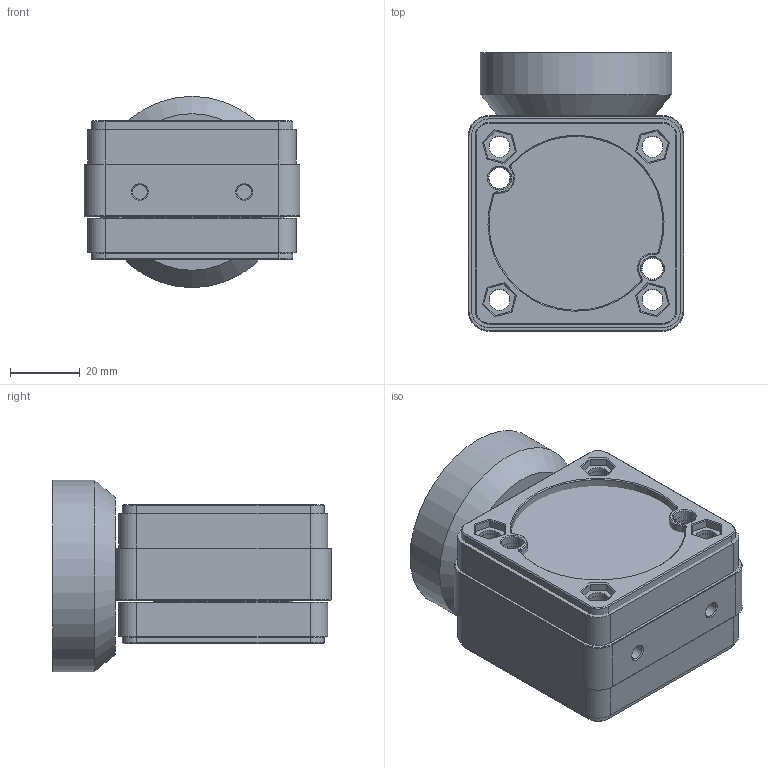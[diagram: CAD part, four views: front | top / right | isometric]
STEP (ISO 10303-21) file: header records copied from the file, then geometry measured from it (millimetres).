
FILE_DESCRIPTION(/* description */ (''),/* implementation_level */ '2;1');
FILE_NAME(/* name */ 'LensCarve v125.step',/* time_stamp */ '2023-04-02T07:03:04+02:00',/* author */ (''),/* organization */ (''),/* preprocessor_version */ 'ST-DEVELOPER v19.2',/* originating_system */ 'Autodesk Translation Framework v11.17.0.187',/* authorisation */ '');
FILE_SCHEMA (('AUTOMOTIVE_DESIGN { 1 0 10303 214 3 1 1 }'));
Length unit declared in the file: millimetre
Products named in the file (4): LensCarve; ScrewClamp; Funnel2; LC_15mm_curved_3
Assembly tree (3 placements, depth 2):
  LensCarve
    ScrewClamp
    Funnel2
    LC_15mm_curved_3
Bounding box: 62 x 80 x 55 mm (x, y, z)
Volume: 129550.8 mm3; surface area: 54270.6 mm2
Topology: 6 solids, 6 shells, 550 faces, 1342 edges, 822 vertices
Faces by surface type: plane 188, bspline 125, cylinder 118, cone 111, torus 6, sphere 2
Full cylindrical faces by diameter (mm): 3 x4, 3.3 x2, 4.2 x4, 5.4 x2, 6 x20, 6.05 x4, 6.25 x2, 6.3 x4, 20 x1, 27 x1, 33 x1, 40 x1, 40.2 x1, 55 x1
Entity records: 21712 total; most frequent: CARTESIAN_POINT 9256, ORIENTED_EDGE 2680, DIRECTION 2293, EDGE_CURVE 1340, AXIS2_PLACEMENT_3D 838, VERTEX_POINT 822, EDGE_LOOP 652, LINE 617
